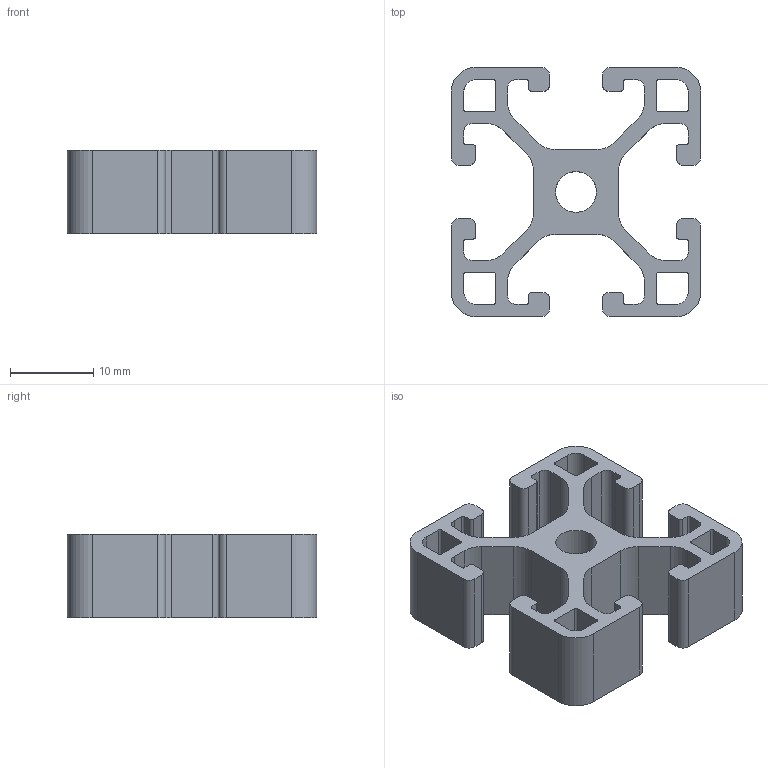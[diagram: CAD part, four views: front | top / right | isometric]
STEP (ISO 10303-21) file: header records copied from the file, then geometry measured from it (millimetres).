
FILE_DESCRIPTION((''),'2;1');
FILE_NAME('P30x30L_N6_I.stp','2014-08-20T09:20:35',('Jrn'),(''),'Autodesk Inventor 2009','Autodesk Inventor 2009','');
FILE_SCHEMA(('AUTOMOTIVE_DESIGN { 1 0 10303 214 1 1 1 1 }'));
Length unit declared in the file: millimetre
Products named in the file (1): P30x30L_N6_I
Bounding box: 30 x 30 x 10 mm (x, y, z)
Volume: 3351.9 mm3; surface area: 4025 mm2
Topology: 1 solids, 1 shells, 155 faces, 459 edges, 306 vertices
Faces by surface type: plane 78, cylinder 77
Full cylindrical faces by diameter (mm): 4.9 x1
Entity records: 5268 total; most frequent: DIRECTION 924, CARTESIAN_POINT 920, ORIENTED_EDGE 916, EDGE_CURVE 458, AXIS2_PLACEMENT_3D 310, VERTEX_POINT 306, VECTOR 304, LINE 304
